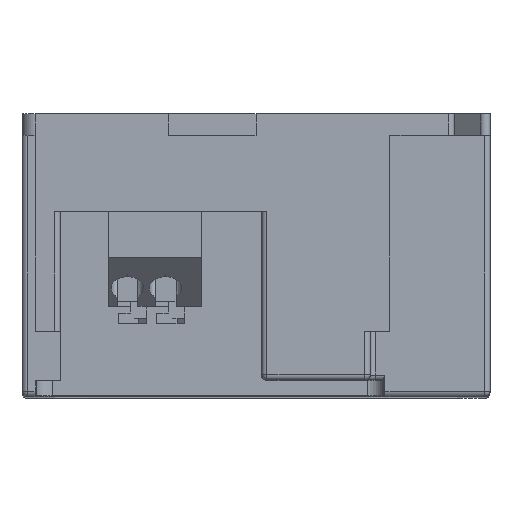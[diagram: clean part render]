
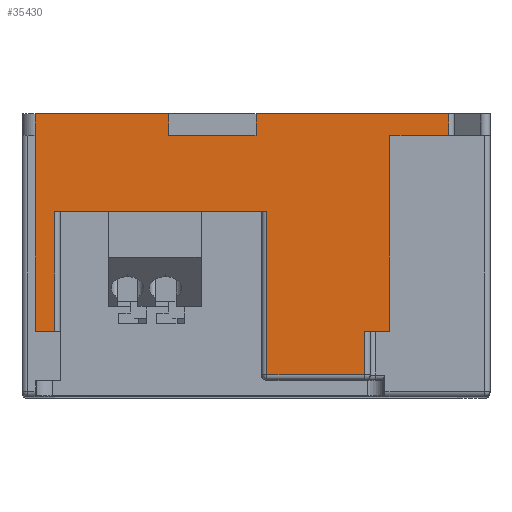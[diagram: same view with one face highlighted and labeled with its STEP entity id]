
A CAD part, top view. The second image highlights one B-rep face of the part: STEP entity #35430.
In plain terms, the highlighted face is planar.
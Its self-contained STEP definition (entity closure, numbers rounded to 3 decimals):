
#11830=CARTESIAN_POINT('',(-48.5,0.,20.3));
#11840=DIRECTION('',(0.,0.,-1.));
#11850=VECTOR('',#11840,1.);
#11860=LINE('',#11830,#11850);
#11870=CARTESIAN_POINT('',(-48.5,0.,20.3));
#11880=VERTEX_POINT('',#11870);
#11890=CARTESIAN_POINT('',(-48.5,0.,8.));
#11900=VERTEX_POINT('',#11890);
#11910=EDGE_CURVE('',#11880,#11900,#11860,.T.);
#13400=CARTESIAN_POINT('',(-48.5,0.,-17.694));
#13410=VERTEX_POINT('',#13400);
#13440=CARTESIAN_POINT('',(-48.5,0.,0.));
#13450=DIRECTION('',(0.,0.,-1.));
#13460=VECTOR('',#13450,1.);
#13470=LINE('',#13440,#13460);
#13480=CARTESIAN_POINT('',(-48.5,0.,0.));
#13490=VERTEX_POINT('',#13480);
#13500=EDGE_CURVE('',#13490,#13410,#13470,.T.);
#30460=CARTESIAN_POINT('',(-48.5,2.,20.3));
#30470=VERTEX_POINT('',#30460);
#34010=CARTESIAN_POINT('',(-48.5,20.,20.3));
#34020=DIRECTION('',(0.,-1.,0.));
#34030=VECTOR('',#34020,1.);
#34040=LINE('',#34010,#34030);
#34050=CARTESIAN_POINT('',(-48.5,20.,20.3));
#34060=VERTEX_POINT('',#34050);
#34070=EDGE_CURVE('',#34060,#30470,#34040,.T.);
#34270=CARTESIAN_POINT('',(-48.5,10.,19.5));
#34280=DIRECTION('',(-1.,0.,0.));
#34290=DIRECTION('',(0.,0.,1.));
#34300=AXIS2_PLACEMENT_3D('',#34270,#34280,#34290);
#34310=PLANE('',#34300);
#34320=CARTESIAN_POINT('',(-48.5,20.,18.5));
#34330=DIRECTION('',(0.,-1.,0.));
#34340=VECTOR('',#34330,1.);
#34350=LINE('',#34320,#34340);
#34360=CARTESIAN_POINT('',(-48.5,20.,18.5));
#34370=VERTEX_POINT('',#34360);
#34380=CARTESIAN_POINT('',(-48.5,9.,18.5));
#34390=VERTEX_POINT('',#34380);
#34400=EDGE_CURVE('',#34370,#34390,#34350,.T.);
#34410=ORIENTED_EDGE('',*,*,#34400,.T.);
#34420=CARTESIAN_POINT('',(-48.5,20.,20.3));
#34430=DIRECTION('',(0.,0.,-1.));
#34440=VECTOR('',#34430,1.);
#34450=LINE('',#34420,#34440);
#34460=EDGE_CURVE('',#34060,#34370,#34450,.T.);
#34470=ORIENTED_EDGE('',*,*,#34460,.T.);
#34480=ORIENTED_EDGE('',*,*,#34070,.F.);
#34490=CARTESIAN_POINT('',(-48.5,0.,20.3));
#34500=DIRECTION('',(0.,1.,0.));
#34510=VECTOR('',#34500,1.);
#34520=LINE('',#34490,#34510);
#34530=EDGE_CURVE('',#11880,#30470,#34520,.T.);
#34540=ORIENTED_EDGE('',*,*,#34530,.T.);
#34550=ORIENTED_EDGE('',*,*,#11910,.F.);
#34560=CARTESIAN_POINT('',(-48.5,2.,8.));
#34570=DIRECTION('',(0.,-1.,0.));
#34580=VECTOR('',#34570,1.);
#34590=LINE('',#34560,#34580);
#34600=CARTESIAN_POINT('',(-48.5,2.,8.));
#34610=VERTEX_POINT('',#34600);
#34620=EDGE_CURVE('',#34610,#11900,#34590,.T.);
#34630=ORIENTED_EDGE('',*,*,#34620,.T.);
#34640=CARTESIAN_POINT('',(-48.5,2.,8.));
#34650=DIRECTION('',(0.,0.,-1.));
#34660=VECTOR('',#34650,1.);
#34670=LINE('',#34640,#34660);
#34680=CARTESIAN_POINT('',(-48.5,2.,0.));
#34690=VERTEX_POINT('',#34680);
#34700=EDGE_CURVE('',#34610,#34690,#34670,.T.);
#34710=ORIENTED_EDGE('',*,*,#34700,.F.);
#34720=CARTESIAN_POINT('',(-48.5,2.,0.));
#34730=DIRECTION('',(0.,-1.,0.));
#34740=VECTOR('',#34730,1.);
#34750=LINE('',#34720,#34740);
#34760=EDGE_CURVE('',#34690,#13490,#34750,.T.);
#34770=ORIENTED_EDGE('',*,*,#34760,.F.);
#34780=ORIENTED_EDGE('',*,*,#13500,.F.);
#34790=CARTESIAN_POINT('',(-48.5,2.,-17.694));
#34800=DIRECTION('',(0.,-1.,0.));
#34810=VECTOR('',#34800,1.);
#34820=LINE('',#34790,#34810);
#34830=CARTESIAN_POINT('',(-48.5,2.,-17.694));
#34840=VERTEX_POINT('',#34830);
#34850=EDGE_CURVE('',#34840,#13410,#34820,.T.);
#34860=ORIENTED_EDGE('',*,*,#34850,.T.);
#34870=CARTESIAN_POINT('',(-48.5,2.,-17.694));
#34880=DIRECTION('',(0.,0.,1.));
#34890=VECTOR('',#34880,1.);
#34900=LINE('',#34870,#34890);
#34910=CARTESIAN_POINT('',(-48.5,2.,-12.3));
#34920=VERTEX_POINT('',#34910);
#34930=EDGE_CURVE('',#34840,#34920,#34900,.T.);
#34940=ORIENTED_EDGE('',*,*,#34930,.F.);
#34950=CARTESIAN_POINT('',(-48.5,2.,-12.3));
#34960=DIRECTION('',(0.,1.,0.));
#34970=VECTOR('',#34960,1.);
#34980=LINE('',#34950,#34970);
#34990=CARTESIAN_POINT('',(-48.5,20.,-12.3));
#35000=VERTEX_POINT('',#34990);
#35010=EDGE_CURVE('',#34920,#35000,#34980,.T.);
#35020=ORIENTED_EDGE('',*,*,#35010,.F.);
#35030=CARTESIAN_POINT('',(-48.5,20.,-12.3));
#35040=DIRECTION('',(0.,0.,1.));
#35050=VECTOR('',#35040,1.);
#35060=LINE('',#35030,#35050);
#35070=CARTESIAN_POINT('',(-48.5,20.,-10.));
#35080=VERTEX_POINT('',#35070);
#35090=EDGE_CURVE('',#35000,#35080,#35060,.T.);
#35100=ORIENTED_EDGE('',*,*,#35090,.F.);
#35110=CARTESIAN_POINT('',(-48.5,24.,-10.));
#35120=DIRECTION('',(0.,-1.,0.));
#35130=VECTOR('',#35120,1.);
#35140=LINE('',#35110,#35130);
#35150=CARTESIAN_POINT('',(-48.5,24.,-10.));
#35160=VERTEX_POINT('',#35150);
#35170=EDGE_CURVE('',#35160,#35080,#35140,.T.);
#35180=ORIENTED_EDGE('',*,*,#35170,.T.);
#35190=CARTESIAN_POINT('',(-48.5,24.,-1.));
#35200=DIRECTION('',(0.,0.,-1.));
#35210=VECTOR('',#35200,1.);
#35220=LINE('',#35190,#35210);
#35230=CARTESIAN_POINT('',(-48.5,24.,-1.));
#35240=VERTEX_POINT('',#35230);
#35250=EDGE_CURVE('',#35240,#35160,#35220,.T.);
#35260=ORIENTED_EDGE('',*,*,#35250,.T.);
#35270=CARTESIAN_POINT('',(-48.5,9.,-1.));
#35280=DIRECTION('',(0.,1.,0.));
#35290=VECTOR('',#35280,1.);
#35300=LINE('',#35270,#35290);
#35310=CARTESIAN_POINT('',(-48.5,9.,-1.));
#35320=VERTEX_POINT('',#35310);
#35330=EDGE_CURVE('',#35320,#35240,#35300,.T.);
#35340=ORIENTED_EDGE('',*,*,#35330,.T.);
#35350=CARTESIAN_POINT('',(-48.5,9.,18.5));
#35360=DIRECTION('',(0.,0.,-1.));
#35370=VECTOR('',#35360,1.);
#35380=LINE('',#35350,#35370);
#35390=EDGE_CURVE('',#34390,#35320,#35380,.T.);
#35400=ORIENTED_EDGE('',*,*,#35390,.T.);
#35410=EDGE_LOOP('',(#35400,#35340,#35260,#35180,#35100,#35020,#34940,
#34860,#34780,#34770,#34710,#34630,#34550,#34540,#34480,#34470,#34410));
#35420=FACE_OUTER_BOUND('',#35410,.T.);
#35430=ADVANCED_FACE('',(#35420),#34310,.T.);
